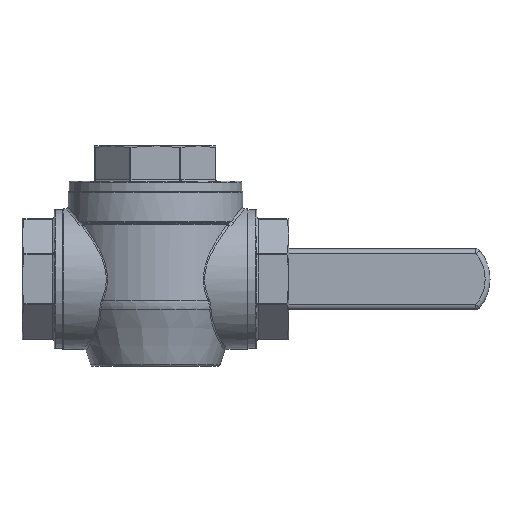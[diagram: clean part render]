
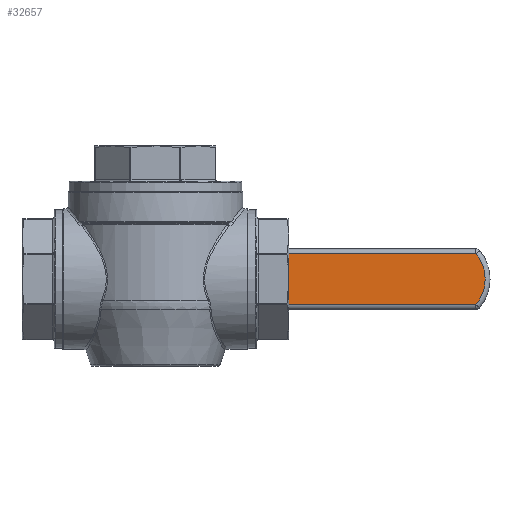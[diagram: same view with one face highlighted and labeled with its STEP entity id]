
A CAD part, front view. The second image highlights one B-rep face of the part: STEP entity #32657.
In plain terms, the highlighted planar face has unit normal (0, -1, 0).
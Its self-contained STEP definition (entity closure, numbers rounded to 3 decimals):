
#426 = DIRECTION ( 'NONE',  ( 0., 1., 0. ) ) ;
#3137 = LINE ( 'NONE', #44340, #10559 ) ;
#7233 = FACE_OUTER_BOUND ( 'NONE', #47178, .T. ) ;
#10559 = VECTOR ( 'NONE', #18569, 1000. ) ;
#14433 = DIRECTION ( 'NONE',  ( 0., -1., 0. ) ) ;
#16088 = VERTEX_POINT ( 'NONE', #28678 ) ;
#16237 = DIRECTION ( 'NONE',  ( 0., 0., -1. ) ) ;
#18335 = EDGE_CURVE ( 'NONE', #35107, #43563, #3137, .T. ) ;
#18569 = DIRECTION ( 'NONE',  ( -1., 0., 0. ) ) ;
#18717 = VECTOR ( 'NONE', #22648, 1000. ) ;
#18895 = EDGE_CURVE ( 'NONE', #43563, #20848, #54379, .T. ) ;
#19693 = CARTESIAN_POINT ( 'NONE',  ( 72.985, 112., 14.3 ) ) ;
#20848 = VERTEX_POINT ( 'NONE', #33628 ) ;
#21281 = DIRECTION ( 'NONE',  ( -1., 0., 0. ) ) ;
#22648 = DIRECTION ( 'NONE',  ( 1., 0., 0. ) ) ;
#26985 = CARTESIAN_POINT ( 'NONE',  ( 181.329, 112., -14.3 ) ) ;
#27444 = CARTESIAN_POINT ( 'NONE',  ( 162.999, 112., 0. ) ) ;
#27715 = EDGE_CURVE ( 'NONE', #20848, #16088, #30390, .T. ) ;
#28121 = ORIENTED_EDGE ( 'NONE', *, *, #27715, .T. ) ;
#28678 = CARTESIAN_POINT ( 'NONE',  ( 180.11, 112., -14.3 ) ) ;
#30390 = LINE ( 'NONE', #26985, #18717 ) ;
#31441 = VECTOR ( 'NONE', #16237, 1000. ) ;
#32657 = ADVANCED_FACE ( 'NONE', ( #7233 ), #39135, .F. ) ;
#33628 = CARTESIAN_POINT ( 'NONE',  ( 72.985, 112., -14.3 ) ) ;
#35107 = VERTEX_POINT ( 'NONE', #39965 ) ;
#36624 = EDGE_CURVE ( 'NONE', #16088, #35107, #55066, .T. ) ;
#39135 = PLANE ( 'NONE',  #51430 ) ;
#39965 = CARTESIAN_POINT ( 'NONE',  ( 180.11, 112., 14.3 ) ) ;
#42721 = CARTESIAN_POINT ( 'NONE',  ( 188., 112., 17. ) ) ;
#43563 = VERTEX_POINT ( 'NONE', #19693 ) ;
#44340 = CARTESIAN_POINT ( 'NONE',  ( 188., 112., 14.3 ) ) ;
#47178 = EDGE_LOOP ( 'NONE', ( #53693, #28121, #48404, #52536 ) ) ;
#48404 = ORIENTED_EDGE ( 'NONE', *, *, #36624, .T. ) ;
#48659 = AXIS2_PLACEMENT_3D ( 'NONE', #27444, #14433, #53458 ) ;
#51430 = AXIS2_PLACEMENT_3D ( 'NONE', #42721, #426, #21281 ) ;
#52536 = ORIENTED_EDGE ( 'NONE', *, *, #18335, .T. ) ;
#53458 = DIRECTION ( 'NONE',  ( -1., 0., 0. ) ) ;
#53693 = ORIENTED_EDGE ( 'NONE', *, *, #18895, .T. ) ;
#54379 = LINE ( 'NONE', #54871, #31441 ) ;
#54871 = CARTESIAN_POINT ( 'NONE',  ( 72.985, 112., 17. ) ) ;
#55066 = CIRCLE ( 'NONE', #48659, 22.3 ) ;
